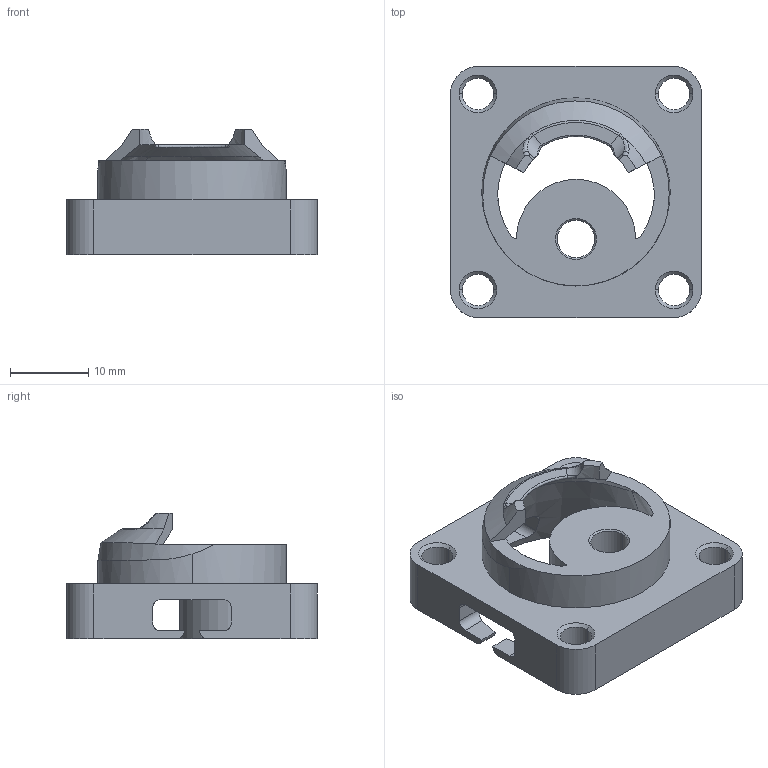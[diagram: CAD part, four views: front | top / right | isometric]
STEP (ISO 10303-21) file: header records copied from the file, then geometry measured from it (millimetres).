
FILE_DESCRIPTION (( 'STEP AP203' ), '1' );
FILE_NAME ('P03_Bogie_Bearing_Default.step', '2020-03-06T13:26:33', ( '' ), ( '' ), 'SwSTEP 2.0', 'SolidWorks 2018', '' );
FILE_SCHEMA (( 'CONFIG_CONTROL_DESIGN' ));
Length unit declared in the file: millimetre
Products named in the file (1): P03_Bogie_Bearing_Default
Bounding box: 32 x 32 x 16 mm (x, y, z)
Volume: 5155.2 mm3; surface area: 4273.4 mm2
Topology: 1 solids, 1 shells, 107 faces, 308 edges, 202 vertices
Faces by surface type: cylinder 41, plane 33, bspline 18, cone 15
Entity records: 5424 total; most frequent: CARTESIAN_POINT 2695, ORIENTED_EDGE 616, DIRECTION 482, EDGE_CURVE 308, VERTEX_POINT 202, AXIS2_PLACEMENT_3D 183, EDGE_LOOP 118, LINE 116
